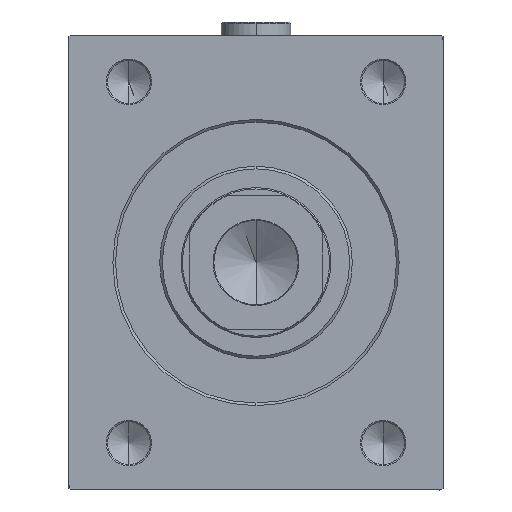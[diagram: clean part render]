
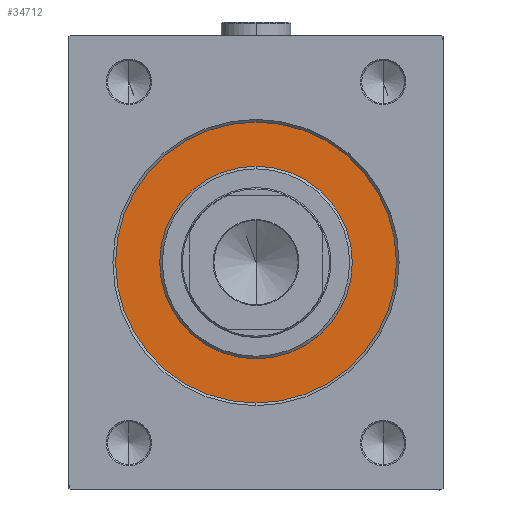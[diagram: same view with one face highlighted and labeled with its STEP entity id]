
A CAD part, left-side view. The second image highlights one B-rep face of the part: STEP entity #34712.
In plain terms, the highlighted face is planar.
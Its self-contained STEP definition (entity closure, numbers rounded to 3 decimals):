
#922 = CARTESIAN_POINT ( 'NONE',  ( 0., 0., 0. ) ) ;
#1725 = AXIS2_PLACEMENT_3D ( 'NONE', #11636, #21765, #4276 ) ;
#2187 = DIRECTION ( 'NONE',  ( 0., 0., 1. ) ) ;
#4276 = DIRECTION ( 'NONE',  ( 0., 0., -1. ) ) ;
#4623 = ORIENTED_EDGE ( 'NONE', *, *, #41521, .F. ) ;
#8536 = VERTEX_POINT ( 'NONE', #33847 ) ;
#9141 = CARTESIAN_POINT ( 'NONE',  ( 0., 0., -52.5 ) ) ;
#9556 = CARTESIAN_POINT ( 'NONE',  ( 0., 0., -36. ) ) ;
#9837 = CARTESIAN_POINT ( 'NONE',  ( 0., 0., 0. ) ) ;
#10932 = DIRECTION ( 'NONE',  ( 0., 0., -1. ) ) ;
#11636 = CARTESIAN_POINT ( 'NONE',  ( 0., 0., 0. ) ) ;
#13409 = CIRCLE ( 'NONE', #33268, 52.5 ) ;
#13521 = DIRECTION ( 'NONE',  ( 0., 0., 1. ) ) ;
#17295 = VERTEX_POINT ( 'NONE', #9141 ) ;
#17412 = FACE_BOUND ( 'NONE', #26376, .T. ) ;
#19148 = ORIENTED_EDGE ( 'NONE', *, *, #45345, .F. ) ;
#21100 = DIRECTION ( 'NONE',  ( -1., 0., 0. ) ) ;
#21580 = VERTEX_POINT ( 'NONE', #36811 ) ;
#21765 = DIRECTION ( 'NONE',  ( 1., 0., 0. ) ) ;
#25746 = CIRCLE ( 'NONE', #42644, 36. ) ;
#26376 = EDGE_LOOP ( 'NONE', ( #19148, #4623 ) ) ;
#27151 = CIRCLE ( 'NONE', #33041, 52.5 ) ;
#28010 = PLANE ( 'NONE',  #28867 ) ;
#28867 = AXIS2_PLACEMENT_3D ( 'NONE', #9837, #21100, #13521 ) ;
#30716 = CARTESIAN_POINT ( 'NONE',  ( 0., 0., 0. ) ) ;
#33041 = AXIS2_PLACEMENT_3D ( 'NONE', #922, #43049, #39820 ) ;
#33088 = EDGE_LOOP ( 'NONE', ( #42279, #41275 ) ) ;
#33268 = AXIS2_PLACEMENT_3D ( 'NONE', #30716, #44774, #2187 ) ;
#33847 = CARTESIAN_POINT ( 'NONE',  ( 0., 0., 52.5 ) ) ;
#34694 = FACE_OUTER_BOUND ( 'NONE', #33088, .T. ) ;
#34712 = ADVANCED_FACE ( 'NONE', ( #17412, #34694 ), #28010, .F. ) ;
#35335 = CARTESIAN_POINT ( 'NONE',  ( 0., 0., 0. ) ) ;
#36020 = DIRECTION ( 'NONE',  ( 1., 0., 0. ) ) ;
#36811 = CARTESIAN_POINT ( 'NONE',  ( 0., 0., 36. ) ) ;
#37832 = EDGE_CURVE ( 'NONE', #8536, #17295, #13409, .T. ) ;
#39820 = DIRECTION ( 'NONE',  ( 0., 0., 1. ) ) ;
#41275 = ORIENTED_EDGE ( 'NONE', *, *, #37832, .F. ) ;
#41414 = CIRCLE ( 'NONE', #1725, 36. ) ;
#41521 = EDGE_CURVE ( 'NONE', #43388, #21580, #41414, .T. ) ;
#42279 = ORIENTED_EDGE ( 'NONE', *, *, #44882, .F. ) ;
#42644 = AXIS2_PLACEMENT_3D ( 'NONE', #35335, #36020, #10932 ) ;
#43049 = DIRECTION ( 'NONE',  ( -1., 0., 0. ) ) ;
#43388 = VERTEX_POINT ( 'NONE', #9556 ) ;
#44774 = DIRECTION ( 'NONE',  ( -1., 0., 0. ) ) ;
#44882 = EDGE_CURVE ( 'NONE', #17295, #8536, #27151, .T. ) ;
#45345 = EDGE_CURVE ( 'NONE', #21580, #43388, #25746, .T. ) ;
